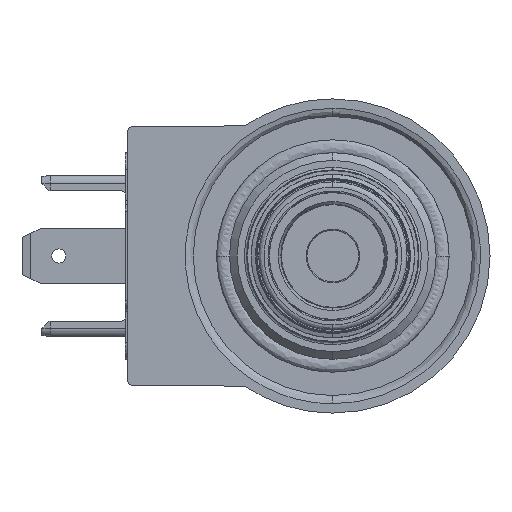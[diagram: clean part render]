
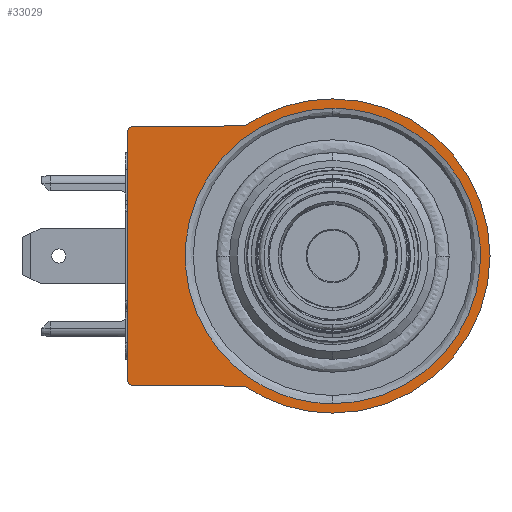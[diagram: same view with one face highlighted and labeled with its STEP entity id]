
A CAD part, left-side view. The second image highlights one B-rep face of the part: STEP entity #33029.
In plain terms, the highlighted planar face has unit normal (-1, 0, 0).
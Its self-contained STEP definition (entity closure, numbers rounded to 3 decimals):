
#819 = ORIENTED_EDGE ( 'NONE', *, *, #30059, .F. ) ;
#1874 = CARTESIAN_POINT ( 'NONE',  ( 49.3, 0., 0. ) ) ;
#2162 = ORIENTED_EDGE ( 'NONE', *, *, #49925, .F. ) ;
#3643 = ORIENTED_EDGE ( 'NONE', *, *, #57838, .F. ) ;
#5553 = VECTOR ( 'NONE', #19070, 1000. ) ;
#5664 = DIRECTION ( 'NONE',  ( 1., 0., 0. ) ) ;
#5808 = CARTESIAN_POINT ( 'NONE',  ( 49.3, 23.8, 14.504 ) ) ;
#6564 = DIRECTION ( 'NONE',  ( 0., 0., -1. ) ) ;
#7010 = CARTESIAN_POINT ( 'NONE',  ( 49.3, 10.222, -15.118 ) ) ;
#8504 = CARTESIAN_POINT ( 'NONE',  ( 49.3, 10.222, 15.118 ) ) ;
#8964 = VERTEX_POINT ( 'NONE', #17578 ) ;
#9107 = CARTESIAN_POINT ( 'NONE',  ( 49.3, 34.3, -17.15 ) ) ;
#10176 = DIRECTION ( 'NONE',  ( 1., 0., 0. ) ) ;
#11555 = CARTESIAN_POINT ( 'NONE',  ( 49.3, 0., 17.15 ) ) ;
#12093 = VECTOR ( 'NONE', #34701, 1000. ) ;
#13198 = AXIS2_PLACEMENT_3D ( 'NONE', #42010, #13381, #46863 ) ;
#13381 = DIRECTION ( 'NONE',  ( 1., 0., 0. ) ) ;
#13932 = CARTESIAN_POINT ( 'NONE',  ( 49.3, 0., 17.15 ) ) ;
#14021 = CIRCLE ( 'NONE', #36262, 0.5 ) ;
#14359 = CARTESIAN_POINT ( 'NONE',  ( 49.3, 23.8, -15. ) ) ;
#15318 = ORIENTED_EDGE ( 'NONE', *, *, #58953, .F. ) ;
#16525 = VERTEX_POINT ( 'NONE', #54832 ) ;
#17578 = CARTESIAN_POINT ( 'NONE',  ( 49.3, 23.304, -15.004 ) ) ;
#18009 = CARTESIAN_POINT ( 'NONE',  ( 49.3, 18.25, 0. ) ) ;
#18081 = VECTOR ( 'NONE', #18908, 1000. ) ;
#18908 = DIRECTION ( 'NONE',  ( 0., 0., 1. ) ) ;
#19070 = DIRECTION ( 'NONE',  ( 0., 1., 0.009 ) ) ;
#19085 = EDGE_LOOP ( 'NONE', ( #819, #41583, #40102, #15318, #56055, #21999, #46854, #3643 ) ) ;
#19901 = VERTEX_POINT ( 'NONE', #5808 ) ;
#21083 = CARTESIAN_POINT ( 'NONE',  ( 49.3, 23.304, 15.004 ) ) ;
#21999 = ORIENTED_EDGE ( 'NONE', *, *, #57539, .F. ) ;
#22783 = DIRECTION ( 'NONE',  ( 0., 0., -1. ) ) ;
#22943 = CIRCLE ( 'NONE', #13198, 0.5 ) ;
#24523 = VERTEX_POINT ( 'NONE', #11555 ) ;
#24621 = CARTESIAN_POINT ( 'NONE',  ( 49.3, 0., 0. ) ) ;
#25154 = AXIS2_PLACEMENT_3D ( 'NONE', #18009, #51685, #22783 ) ;
#25455 = CIRCLE ( 'NONE', #39721, 18.25 ) ;
#25637 = VERTEX_POINT ( 'NONE', #52631 ) ;
#26202 = FACE_BOUND ( 'NONE', #30050, .T. ) ;
#27416 = PLANE ( 'NONE',  #25154 ) ;
#28022 = CARTESIAN_POINT ( 'NONE',  ( 49.3, -34.3, -17.15 ) ) ;
#28911 = VERTEX_POINT ( 'NONE', #21083 ) ;
#29464 = DIRECTION ( 'NONE',  ( 0., 0., -1. ) ) ;
#30050 = EDGE_LOOP ( 'NONE', ( #2162, #40051 ) ) ;
#30059 = EDGE_CURVE ( 'NONE', #28911, #30659, #61683, .T. ) ;
#30659 = VERTEX_POINT ( 'NONE', #8504 ) ;
#30720 = EDGE_CURVE ( 'NONE', #19901, #28911, #22943, .T. ) ;
#30783 = LINE ( 'NONE', #33120, #18081 ) ;
#30797 = AXIS2_PLACEMENT_3D ( 'NONE', #34009, #5664, #38949 ) ;
#33029 = ADVANCED_FACE ( 'NONE', ( #51903, #26202 ), #27416, .F. ) ;
#33120 = CARTESIAN_POINT ( 'NONE',  ( 49.3, 23.8, 0. ) ) ;
#34009 = CARTESIAN_POINT ( 'NONE',  ( 49.3, 0., 0. ) ) ;
#34479 = CARTESIAN_POINT ( 'NONE',  ( 49.3, 23.8, 15. ) ) ;
#34701 = DIRECTION ( 'NONE',  ( 0., -1., 0.009 ) ) ;
#34943 = DIRECTION ( 'NONE',  ( 1., 0., 0. ) ) ;
#36262 = AXIS2_PLACEMENT_3D ( 'NONE', #38763, #10176, #43550 ) ;
#37239 = EDGE_CURVE ( 'NONE', #24523, #59044, #57008, .T. ) ;
#37451 = CARTESIAN_POINT ( 'NONE',  ( 49.3, 34.3, 17.15 ) ) ;
#38763 = CARTESIAN_POINT ( 'NONE',  ( 49.3, 23.3, -14.504 ) ) ;
#38949 = DIRECTION ( 'NONE',  ( 0., 0., -1. ) ) ;
#39721 = AXIS2_PLACEMENT_3D ( 'NONE', #24621, #58487, #29464 ) ;
#40051 = ORIENTED_EDGE ( 'NONE', *, *, #37239, .F. ) ;
#40102 = ORIENTED_EDGE ( 'NONE', *, *, #53271, .F. ) ;
#40665 = CARTESIAN_POINT ( 'NONE',  ( 49.3, 0., 18.25 ) ) ;
#41583 = ORIENTED_EDGE ( 'NONE', *, *, #30720, .F. ) ;
#42010 = CARTESIAN_POINT ( 'NONE',  ( 49.3, 23.3, 14.504 ) ) ;
#42452 = CARTESIAN_POINT ( 'NONE',  ( 49.3, 0., -17.15 ) ) ;
#42601 = CARTESIAN_POINT ( 'NONE',  ( 49.3, -34.3, 17.15 ) ) ;
#43531 = LINE ( 'NONE', #14359, #5553 ) ;
#43550 = DIRECTION ( 'NONE',  ( 0., 0., -1. ) ) ;
#43814 = VERTEX_POINT ( 'NONE', #7010 ) ;
#44184 = CARTESIAN_POINT ( 'NONE',  ( 49.3, 0., -17.15 ) ) ;
#45011 = CIRCLE ( 'NONE', #30797, 18.25 ) ;
#46854 = ORIENTED_EDGE ( 'NONE', *, *, #57460, .F. ) ;
#46863 = DIRECTION ( 'NONE',  ( 0., 0., 1. ) ) ;
#48071 = CIRCLE ( 'NONE', #52657, 18.25 ) ;
#49925 = EDGE_CURVE ( 'NONE', #59044, #24523, #55613, .T. ) ;
#51685 = DIRECTION ( 'NONE',  ( 1., 0., 0. ) ) ;
#51903 = FACE_OUTER_BOUND ( 'NONE', #19085, .T. ) ;
#51977 = CARTESIAN_POINT ( 'NONE',  ( 49.3, 0., 17.15 ) ) ;
#52121 = CARTESIAN_POINT ( 'NONE',  ( 49.3, 0., -17.15 ) ) ;
#52631 = CARTESIAN_POINT ( 'NONE',  ( 49.3, 23.8, -14.504 ) ) ;
#52657 = AXIS2_PLACEMENT_3D ( 'NONE', #1874, #34943, #6564 ) ;
#53271 = EDGE_CURVE ( 'NONE', #25637, #19901, #30783, .T. ) ;
#54832 = CARTESIAN_POINT ( 'NONE',  ( 49.3, 0., -18.25 ) ) ;
#55613 =( BOUNDED_CURVE ( )  B_SPLINE_CURVE ( 3, ( #52121, #28022, #42601, #13932 ),
 .UNSPECIFIED., .F., .T. ) 
 B_SPLINE_CURVE_WITH_KNOTS ( ( 4, 4 ),
 ( 0., 1. ),
 .UNSPECIFIED. ) 
 CURVE ( )  GEOMETRIC_REPRESENTATION_ITEM ( )  RATIONAL_B_SPLINE_CURVE ( ( 1., 0.333, 0.333, 1. ) ) 
 REPRESENTATION_ITEM ( '' )  );
#56055 = ORIENTED_EDGE ( 'NONE', *, *, #57010, .F. ) ;
#57008 =( BOUNDED_CURVE ( )  B_SPLINE_CURVE ( 3, ( #51977, #37451, #9107, #42452 ),
 .UNSPECIFIED., .F., .T. ) 
 B_SPLINE_CURVE_WITH_KNOTS ( ( 4, 4 ),
 ( 0., 1. ),
 .UNSPECIFIED. ) 
 CURVE ( )  GEOMETRIC_REPRESENTATION_ITEM ( )  RATIONAL_B_SPLINE_CURVE ( ( 1., 0.333, 0.333, 1. ) ) 
 REPRESENTATION_ITEM ( '' )  );
#57010 = EDGE_CURVE ( 'NONE', #43814, #8964, #43531, .T. ) ;
#57460 = EDGE_CURVE ( 'NONE', #60691, #16525, #25455, .T. ) ;
#57539 = EDGE_CURVE ( 'NONE', #16525, #43814, #48071, .T. ) ;
#57838 = EDGE_CURVE ( 'NONE', #30659, #60691, #45011, .T. ) ;
#58487 = DIRECTION ( 'NONE',  ( 1., 0., 0. ) ) ;
#58953 = EDGE_CURVE ( 'NONE', #8964, #25637, #14021, .T. ) ;
#59044 = VERTEX_POINT ( 'NONE', #44184 ) ;
#60691 = VERTEX_POINT ( 'NONE', #40665 ) ;
#61683 = LINE ( 'NONE', #34479, #12093 ) ;
